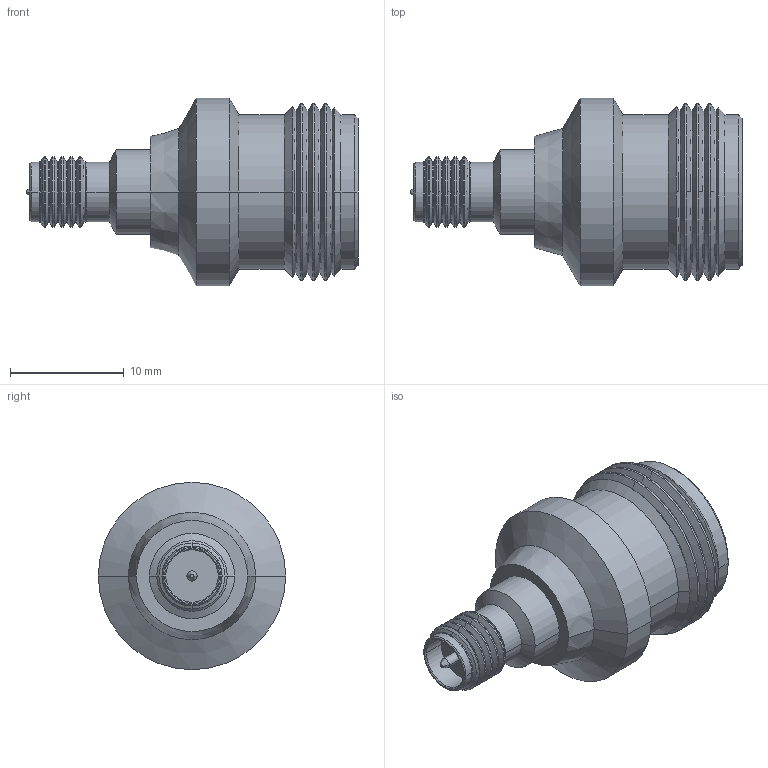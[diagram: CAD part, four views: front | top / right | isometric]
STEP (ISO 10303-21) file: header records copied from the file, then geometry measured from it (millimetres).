
FILE_DESCRIPTION (( 'STEP AP214' ), '1' );
FILE_NAME ('FMAD1734_3D.step', '2024-03-12T21:47:10', ( '' ), ( '' ), 'SwSTEP 2.0', 'SolidWorks 2022', '' );
FILE_SCHEMA (( 'AUTOMOTIVE_DESIGN' ));
Length unit declared in the file: inch
Products named in the file (1): FMAD1734_3D
Bounding box: 29.25 x 16.5 x 16.5 mm (x, y, z)
Volume: 2588.5 mm3; surface area: 1984.2 mm2
Topology: 1 solids, 1 shells, 190 faces, 450 edges, 266 vertices
Faces by surface type: cone 87, cylinder 58, plane 31, torus 14
Entity records: 5695 total; most frequent: CARTESIAN_POINT 1205, DIRECTION 1025, ORIENTED_EDGE 896, EDGE_CURVE 448, AXIS2_PLACEMENT_3D 434, VERTEX_POINT 266, CIRCLE 243, EDGE_LOOP 196
